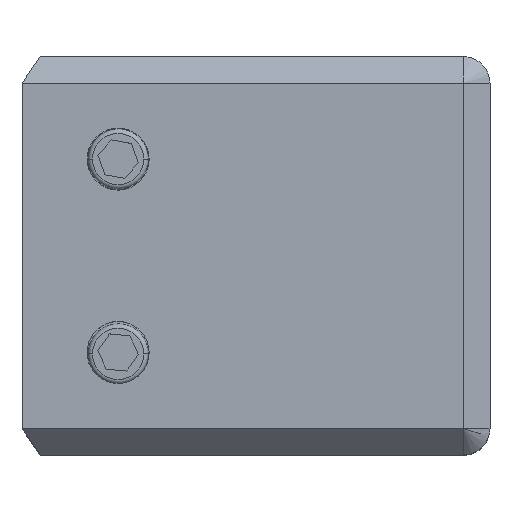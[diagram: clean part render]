
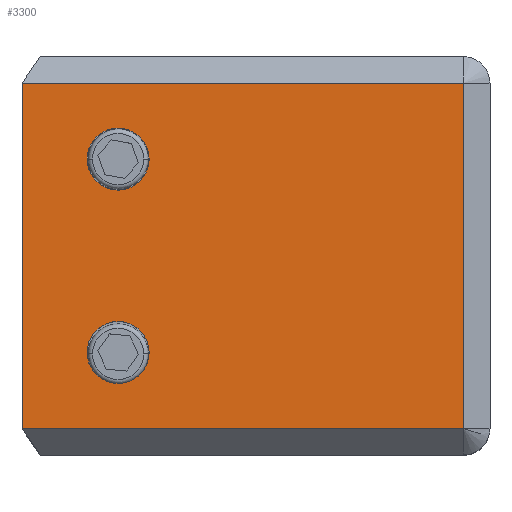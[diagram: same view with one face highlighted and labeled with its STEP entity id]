
A CAD part, top view. The second image highlights one B-rep face of the part: STEP entity #3300.
In plain terms, the highlighted planar face has unit normal (0, 0, 1).
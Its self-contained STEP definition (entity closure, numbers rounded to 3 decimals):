
#46 = EDGE_CURVE ( 'NONE', #2129, #893, #1918, .T. ) ;
#149 = VERTEX_POINT ( 'NONE', #838 ) ;
#161 = CARTESIAN_POINT ( 'NONE',  ( -38.5, -10.919, 13.5 ) ) ;
#164 = CARTESIAN_POINT ( 'NONE',  ( -42., -10.919, 13.5 ) ) ;
#181 = CARTESIAN_POINT ( 'NONE',  ( -52.854, -39., 13.5 ) ) ;
#202 = ORIENTED_EDGE ( 'NONE', *, *, #245, .F. ) ;
#206 = CARTESIAN_POINT ( 'NONE',  ( -52.854, 19.5, 13.5 ) ) ;
#225 = DIRECTION ( 'NONE',  ( 1., 0., 0. ) ) ;
#227 = CARTESIAN_POINT ( 'NONE',  ( -42., 10.919, 13.5 ) ) ;
#243 = EDGE_LOOP ( 'NONE', ( #2076, #1007 ) ) ;
#245 = EDGE_CURVE ( 'NONE', #149, #3491, #2896, .T. ) ;
#274 = DIRECTION ( 'NONE',  ( 1., 0., 0. ) ) ;
#327 = DIRECTION ( 'NONE',  ( 0., 1., 0. ) ) ;
#350 = AXIS2_PLACEMENT_3D ( 'NONE', #227, #1812, #3068 ) ;
#485 = AXIS2_PLACEMENT_3D ( 'NONE', #2101, #3357, #225 ) ;
#552 = DIRECTION ( 'NONE',  ( 0., 0., 1. ) ) ;
#614 = VERTEX_POINT ( 'NONE', #4006 ) ;
#627 = LINE ( 'NONE', #2828, #3614 ) ;
#727 = VECTOR ( 'NONE', #3694, 1000. ) ;
#838 = CARTESIAN_POINT ( 'NONE',  ( -45.5, 10.919, 13.5 ) ) ;
#857 = EDGE_CURVE ( 'NONE', #1112, #1814, #948, .T. ) ;
#863 = EDGE_CURVE ( 'NONE', #893, #2129, #1636, .T. ) ;
#893 = VERTEX_POINT ( 'NONE', #161 ) ;
#948 = LINE ( 'NONE', #3120, #3755 ) ;
#1007 = ORIENTED_EDGE ( 'NONE', *, *, #46, .F. ) ;
#1112 = VERTEX_POINT ( 'NONE', #3194 ) ;
#1117 = FACE_BOUND ( 'NONE', #1681, .T. ) ;
#1289 = ORIENTED_EDGE ( 'NONE', *, *, #857, .T. ) ;
#1348 = ORIENTED_EDGE ( 'NONE', *, *, #1620, .T. ) ;
#1365 = CARTESIAN_POINT ( 'NONE',  ( -3., 19.5, 13.5 ) ) ;
#1388 = DIRECTION ( 'NONE',  ( 0., 0., 1. ) ) ;
#1454 = PLANE ( 'NONE',  #2635 ) ;
#1506 = LINE ( 'NONE', #206, #2599 ) ;
#1620 = EDGE_CURVE ( 'NONE', #3542, #614, #1506, .T. ) ;
#1636 = CIRCLE ( 'NONE', #2742, 3.5 ) ;
#1681 = EDGE_LOOP ( 'NONE', ( #2692, #202 ) ) ;
#1812 = DIRECTION ( 'NONE',  ( 0., 0., 1. ) ) ;
#1814 = VERTEX_POINT ( 'NONE', #2545 ) ;
#1896 = DIRECTION ( 'NONE',  ( 0., 0., 1. ) ) ;
#1918 = CIRCLE ( 'NONE', #2433, 3.5 ) ;
#1955 = EDGE_CURVE ( 'NONE', #3491, #149, #3514, .T. ) ;
#2076 = ORIENTED_EDGE ( 'NONE', *, *, #863, .F. ) ;
#2101 = CARTESIAN_POINT ( 'NONE',  ( -42., 10.919, 13.5 ) ) ;
#2129 = VERTEX_POINT ( 'NONE', #2450 ) ;
#2225 = CARTESIAN_POINT ( 'NONE',  ( -42., -10.919, 13.5 ) ) ;
#2279 = CARTESIAN_POINT ( 'NONE',  ( -38.5, 10.919, 13.5 ) ) ;
#2391 = FACE_OUTER_BOUND ( 'NONE', #3897, .T. ) ;
#2395 = DIRECTION ( 'NONE',  ( -1., 0., 0. ) ) ;
#2433 = AXIS2_PLACEMENT_3D ( 'NONE', #164, #1388, #3291 ) ;
#2450 = CARTESIAN_POINT ( 'NONE',  ( -45.5, -10.919, 13.5 ) ) ;
#2545 = CARTESIAN_POINT ( 'NONE',  ( -3., -19.5, 13.5 ) ) ;
#2599 = VECTOR ( 'NONE', #2395, 1000. ) ;
#2635 = AXIS2_PLACEMENT_3D ( 'NONE', #3377, #552, #274 ) ;
#2639 = EDGE_CURVE ( 'NONE', #1814, #3542, #627, .T. ) ;
#2692 = ORIENTED_EDGE ( 'NONE', *, *, #1955, .F. ) ;
#2724 = LINE ( 'NONE', #181, #727 ) ;
#2742 = AXIS2_PLACEMENT_3D ( 'NONE', #2225, #1896, #3181 ) ;
#2828 = CARTESIAN_POINT ( 'NONE',  ( -3., 19.5, 13.5 ) ) ;
#2896 = CIRCLE ( 'NONE', #350, 3.5 ) ;
#2964 = ORIENTED_EDGE ( 'NONE', *, *, #2639, .T. ) ;
#3039 = ORIENTED_EDGE ( 'NONE', *, *, #3263, .F. ) ;
#3068 = DIRECTION ( 'NONE',  ( 1., 0., 0. ) ) ;
#3120 = CARTESIAN_POINT ( 'NONE',  ( -3., -19.5, 13.5 ) ) ;
#3181 = DIRECTION ( 'NONE',  ( 1., 0., 0. ) ) ;
#3194 = CARTESIAN_POINT ( 'NONE',  ( -52.854, -19.5, 13.5 ) ) ;
#3263 = EDGE_CURVE ( 'NONE', #1112, #614, #2724, .T. ) ;
#3291 = DIRECTION ( 'NONE',  ( 1., 0., 0. ) ) ;
#3300 = ADVANCED_FACE ( 'NONE', ( #1117, #3994, #2391 ), #1454, .T. ) ;
#3357 = DIRECTION ( 'NONE',  ( 0., 0., 1. ) ) ;
#3377 = CARTESIAN_POINT ( 'NONE',  ( 0., 0., 13.5 ) ) ;
#3447 = DIRECTION ( 'NONE',  ( 1., 0., 0. ) ) ;
#3491 = VERTEX_POINT ( 'NONE', #2279 ) ;
#3514 = CIRCLE ( 'NONE', #485, 3.5 ) ;
#3542 = VERTEX_POINT ( 'NONE', #1365 ) ;
#3614 = VECTOR ( 'NONE', #327, 1000. ) ;
#3694 = DIRECTION ( 'NONE',  ( 0., 1., 0. ) ) ;
#3755 = VECTOR ( 'NONE', #3447, 1000. ) ;
#3897 = EDGE_LOOP ( 'NONE', ( #3039, #1289, #2964, #1348 ) ) ;
#3994 = FACE_BOUND ( 'NONE', #243, .T. ) ;
#4006 = CARTESIAN_POINT ( 'NONE',  ( -52.854, 19.5, 13.5 ) ) ;
